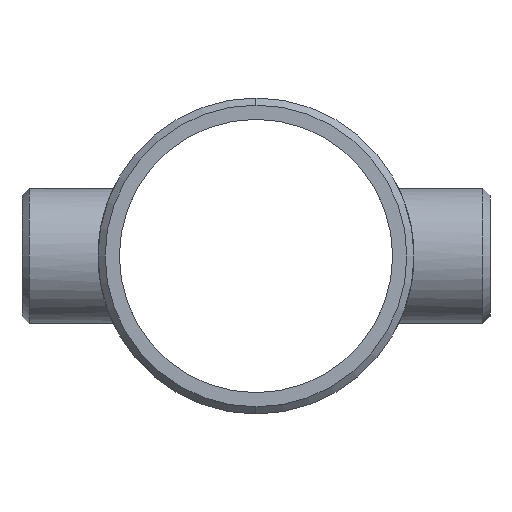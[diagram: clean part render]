
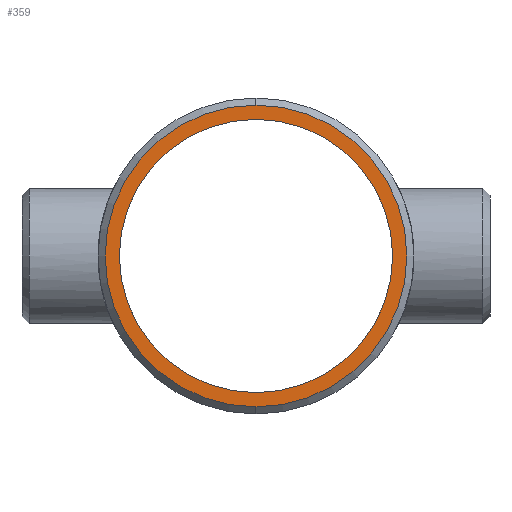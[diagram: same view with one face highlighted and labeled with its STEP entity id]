
A CAD part, left-side view. The second image highlights one B-rep face of the part: STEP entity #359.
In plain terms, the highlighted planar face has unit normal (-1, 0, 0).
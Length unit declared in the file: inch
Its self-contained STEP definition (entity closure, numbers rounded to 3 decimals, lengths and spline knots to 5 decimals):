
#11 = CIRCLE ( 'NONE', #488, 2.4065 ) ;
#19 = CARTESIAN_POINT ( 'NONE',  ( -4.88, 0., -2.6565 ) ) ;
#49 = EDGE_CURVE ( 'NONE', #280, #800, #398, .T. ) ;
#73 = DIRECTION ( 'NONE',  ( -1., 0., 0. ) ) ;
#94 = EDGE_CURVE ( 'NONE', #930, #613, #1060, .T. ) ;
#106 = DIRECTION ( 'NONE',  ( 0., 0., 1. ) ) ;
#208 = ORIENTED_EDGE ( 'NONE', *, *, #633, .T. ) ;
#223 = CARTESIAN_POINT ( 'NONE',  ( -4.88, 0., 0. ) ) ;
#258 = DIRECTION ( 'NONE',  ( -1., 0., 0. ) ) ;
#280 = VERTEX_POINT ( 'NONE', #430 ) ;
#284 = CIRCLE ( 'NONE', #1137, 2.6565 ) ;
#299 = DIRECTION ( 'NONE',  ( 0., 0., 1. ) ) ;
#313 = ORIENTED_EDGE ( 'NONE', *, *, #443, .T. ) ;
#344 = FACE_BOUND ( 'NONE', #553, .T. ) ;
#359 = ADVANCED_FACE ( 'NONE', ( #1007, #344 ), #472, .T. ) ;
#398 = CIRCLE ( 'NONE', #679, 2.6565 ) ;
#430 = CARTESIAN_POINT ( 'NONE',  ( -4.88, 0., 2.6565 ) ) ;
#443 = EDGE_CURVE ( 'NONE', #613, #930, #11, .T. ) ;
#472 = PLANE ( 'NONE',  #964 ) ;
#487 = CARTESIAN_POINT ( 'NONE',  ( -4.88, 0., 0. ) ) ;
#488 = AXIS2_PLACEMENT_3D ( 'NONE', #487, #581, #677 ) ;
#553 = EDGE_LOOP ( 'NONE', ( #313, #870 ) ) ;
#559 = DIRECTION ( 'NONE',  ( 1., 0., 0. ) ) ;
#570 = CARTESIAN_POINT ( 'NONE',  ( -4.88, 0., 0. ) ) ;
#581 = DIRECTION ( 'NONE',  ( 1., 0., 0. ) ) ;
#613 = VERTEX_POINT ( 'NONE', #705 ) ;
#633 = EDGE_CURVE ( 'NONE', #800, #280, #284, .T. ) ;
#643 = CARTESIAN_POINT ( 'NONE',  ( -4.88, 0., 0. ) ) ;
#661 = CARTESIAN_POINT ( 'NONE',  ( -4.88, 0., -2.4065 ) ) ;
#677 = DIRECTION ( 'NONE',  ( 0., 0., 1. ) ) ;
#679 = AXIS2_PLACEMENT_3D ( 'NONE', #643, #258, #1201 ) ;
#705 = CARTESIAN_POINT ( 'NONE',  ( -4.88, 0., 2.4065 ) ) ;
#768 = EDGE_LOOP ( 'NONE', ( #208, #779 ) ) ;
#779 = ORIENTED_EDGE ( 'NONE', *, *, #49, .T. ) ;
#800 = VERTEX_POINT ( 'NONE', #19 ) ;
#870 = ORIENTED_EDGE ( 'NONE', *, *, #94, .T. ) ;
#930 = VERTEX_POINT ( 'NONE', #661 ) ;
#939 = DIRECTION ( 'NONE',  ( 0., 0., -1. ) ) ;
#964 = AXIS2_PLACEMENT_3D ( 'NONE', #570, #73, #939 ) ;
#1007 = FACE_OUTER_BOUND ( 'NONE', #768, .T. ) ;
#1017 = CARTESIAN_POINT ( 'NONE',  ( -4.88, 0., 0. ) ) ;
#1060 = CIRCLE ( 'NONE', #1207, 2.4065 ) ;
#1137 = AXIS2_PLACEMENT_3D ( 'NONE', #223, #1155, #299 ) ;
#1155 = DIRECTION ( 'NONE',  ( -1., 0., 0. ) ) ;
#1201 = DIRECTION ( 'NONE',  ( 0., 0., 1. ) ) ;
#1207 = AXIS2_PLACEMENT_3D ( 'NONE', #1017, #559, #106 ) ;
